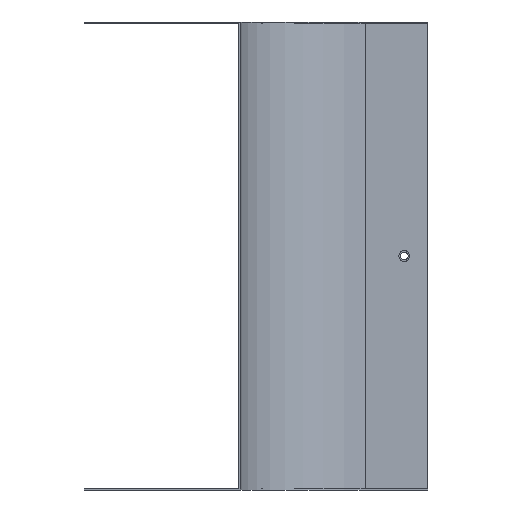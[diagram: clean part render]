
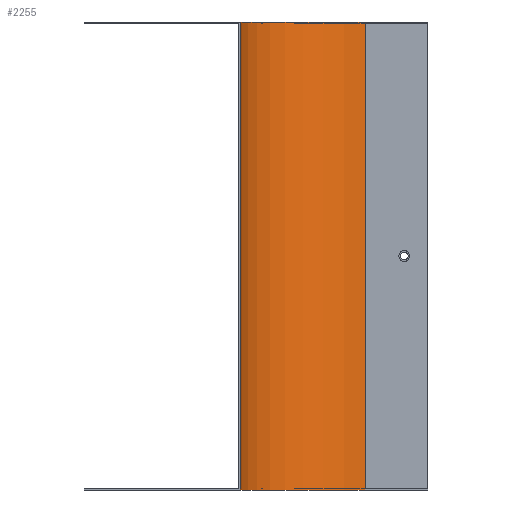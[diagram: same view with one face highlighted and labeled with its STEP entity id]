
A CAD part, left-side view. The second image highlights one B-rep face of the part: STEP entity #2255.
In plain terms, the highlighted cylindrical face has radius 80 mm (diameter 160 mm), a partial arc.
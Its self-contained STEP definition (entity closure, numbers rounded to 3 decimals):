
#51 = CARTESIAN_POINT ( 'NONE',  ( 0., 40., 1. ) ) ;
#52 = DIRECTION ( 'NONE',  ( 0., 0., -1. ) ) ;
#64 = CARTESIAN_POINT ( 'NONE',  ( -80., 40., -299. ) ) ;
#65 = DIRECTION ( 'NONE',  ( 0., 0., -1. ) ) ;
#66 = DIRECTION ( 'NONE',  ( -1., 0., 0. ) ) ;
#69 = CARTESIAN_POINT ( 'NONE',  ( -80., 40., 1. ) ) ;
#70 = DIRECTION ( 'NONE',  ( 0., 0., -1. ) ) ;
#71 = DIRECTION ( 'NONE',  ( -1., 0., 0. ) ) ;
#195 = ORIENTED_EDGE ( 'NONE', *, *, #1584, .F. ) ;
#196 = ORIENTED_EDGE ( 'NONE', *, *, #1583, .F. ) ;
#197 = ORIENTED_EDGE ( 'NONE', *, *, #1582, .T. ) ;
#198 = ORIENTED_EDGE ( 'NONE', *, *, #1533, .T. ) ;
#314 = CARTESIAN_POINT ( 'NONE',  ( 0., 40., -299. ) ) ;
#322 = CARTESIAN_POINT ( 'NONE',  ( 0., 40., 1. ) ) ;
#334 = CARTESIAN_POINT ( 'NONE',  ( -80., 120., 1. ) ) ;
#379 = CARTESIAN_POINT ( 'NONE',  ( -80., 120., -299. ) ) ;
#475 = CARTESIAN_POINT ( 'NONE',  ( -80., 120., 1. ) ) ;
#476 = DIRECTION ( 'NONE',  ( 0., 0., -1. ) ) ;
#535 = AXIS2_PLACEMENT_3D ( 'NONE', #2087, #2085, #2078 ) ;
#798 = VERTEX_POINT ( 'NONE', #314 ) ;
#806 = VERTEX_POINT ( 'NONE', #322 ) ;
#818 = VERTEX_POINT ( 'NONE', #334 ) ;
#863 = VERTEX_POINT ( 'NONE', #379 ) ;
#1117 = AXIS2_PLACEMENT_3D ( 'NONE', #69, #70, #71 ) ;
#1118 = AXIS2_PLACEMENT_3D ( 'NONE', #64, #65, #66 ) ;
#1395 = EDGE_LOOP ( 'NONE', ( #198, #197, #196, #195 ) ) ;
#1533 = EDGE_CURVE ( 'NONE', #818, #863, #1747, .T. ) ;
#1582 = EDGE_CURVE ( 'NONE', #863, #798, #2283, .T. ) ;
#1583 = EDGE_CURVE ( 'NONE', #806, #798, #2285, .T. ) ;
#1584 = EDGE_CURVE ( 'NONE', #818, #806, #2268, .T. ) ;
#1747 = LINE ( 'NONE', #475, #1750 ) ;
#1750 = VECTOR ( 'NONE', #476, 1000. ) ;
#2078 = DIRECTION ( 'NONE',  ( -1., 0., 0. ) ) ;
#2085 = DIRECTION ( 'NONE',  ( 0., 0., -1. ) ) ;
#2087 = CARTESIAN_POINT ( 'NONE',  ( -80., 40., 1. ) ) ;
#2255 = ADVANCED_FACE ( 'NONE', ( #2528 ), #2532, .F. ) ;
#2268 = CIRCLE ( 'NONE', #1117, 80. ) ;
#2283 = CIRCLE ( 'NONE', #1118, 80. ) ;
#2285 = LINE ( 'NONE', #51, #2287 ) ;
#2287 = VECTOR ( 'NONE', #52, 1000. ) ;
#2528 = FACE_OUTER_BOUND ( 'NONE', #1395, .T. ) ;
#2532 = CYLINDRICAL_SURFACE ( 'NONE', #535, 80. ) ;
